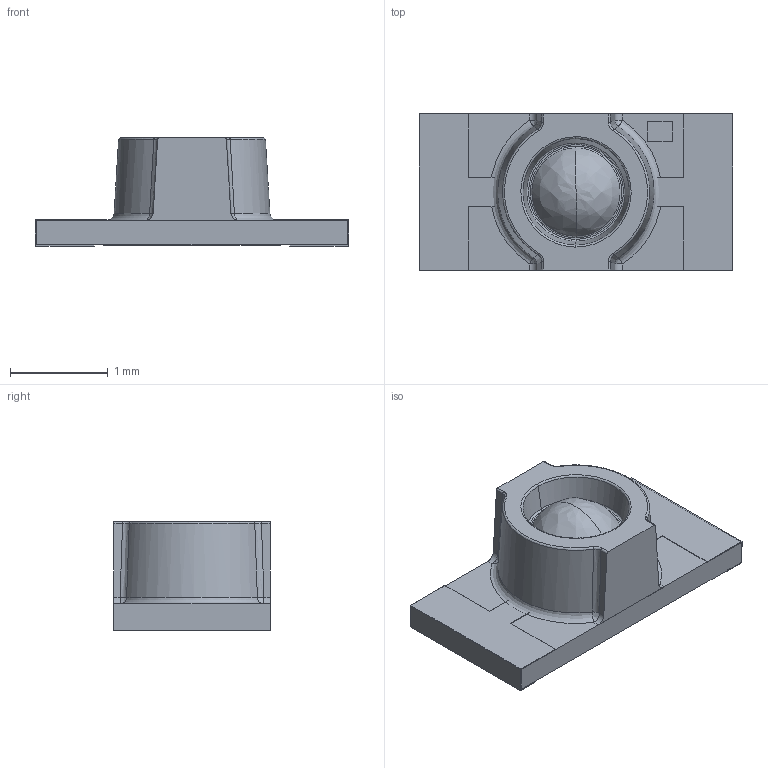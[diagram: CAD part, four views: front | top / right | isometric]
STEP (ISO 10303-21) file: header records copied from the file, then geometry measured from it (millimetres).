
FILE_DESCRIPTION(/* description */ (''),/* implementation_level */ '2;1');
FILE_NAME(/* name */ 'SML-LX~1',/* time_stamp */ '2015-01-11T15:44:58+01:00',/* author */ (''),/* organization */ (''),/* preprocessor_version */ 'ST-DEVELOPER v14',/* originating_system */ '',/* authorisation */ '');
FILE_SCHEMA (('AUTOMOTIVE_DESIGN'));
Length unit declared in the file: millimetre
Products named in the file (1): Document
Bounding box: 3.21 x 1.6 x 1.11 mm (x, y, z)
Volume: 2.9 mm3; surface area: 35.5 mm2
Topology: 11 solids, 11 shells, 134 faces, 316 edges, 194 vertices
Faces by surface type: plane 77, bspline 57
Entity records: 5707 total; most frequent: CARTESIAN_POINT 3594, ORIENTED_EDGE 608, EDGE_CURVE 304, B_SPLINE_CURVE_WITH_KNOTS 216, VERTEX_POINT 194, EDGE_LOOP 136, ADVANCED_FACE 134, FACE_OUTER_BOUND 134
